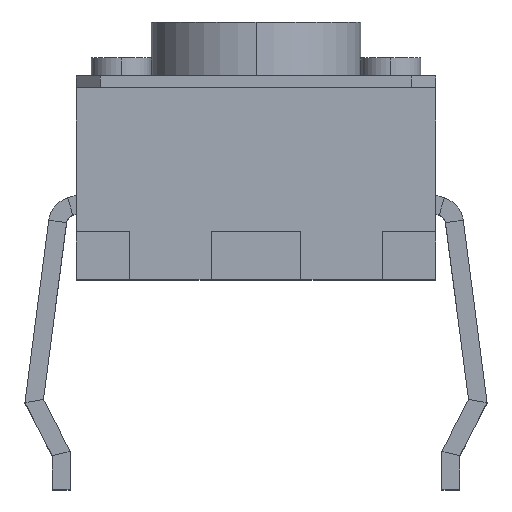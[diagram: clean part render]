
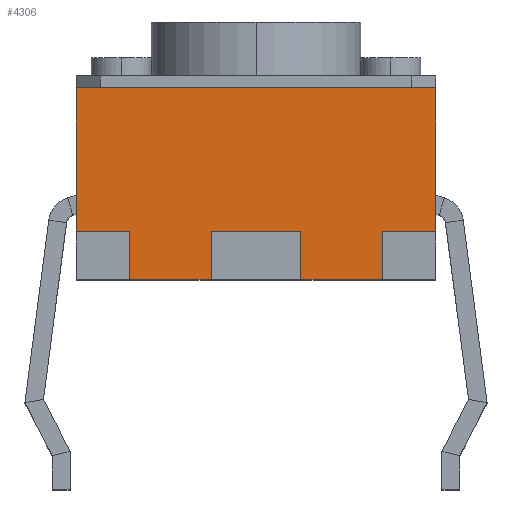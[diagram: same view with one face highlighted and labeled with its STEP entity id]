
A CAD part, top view. The second image highlights one B-rep face of the part: STEP entity #4306.
In plain terms, the highlighted planar face has unit normal (0, 0, 1).
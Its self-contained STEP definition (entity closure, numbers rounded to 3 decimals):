
#48 = VECTOR ( 'NONE', #526, 1000. ) ;
#80 = VECTOR ( 'NONE', #867, 1000. ) ;
#156 = VERTEX_POINT ( 'NONE', #396 ) ;
#174 = VERTEX_POINT ( 'NONE', #4100 ) ;
#232 = VECTOR ( 'NONE', #505, 1000. ) ;
#302 = PLANE ( 'NONE',  #1563 ) ;
#374 = EDGE_CURVE ( 'NONE', #4294, #4797, #3838, .T. ) ;
#394 = VERTEX_POINT ( 'NONE', #4390 ) ;
#396 = CARTESIAN_POINT ( 'NONE',  ( -0.75, 0.8, 3. ) ) ;
#505 = DIRECTION ( 'NONE',  ( 1., 0., 0. ) ) ;
#526 = DIRECTION ( 'NONE',  ( -1., 0., 0. ) ) ;
#616 = EDGE_CURVE ( 'NONE', #4765, #5428, #996, .T. ) ;
#665 = ORIENTED_EDGE ( 'NONE', *, *, #374, .T. ) ;
#695 = ORIENTED_EDGE ( 'NONE', *, *, #1310, .F. ) ;
#706 = CARTESIAN_POINT ( 'NONE',  ( -3., 3.2, 3. ) ) ;
#737 = VECTOR ( 'NONE', #1632, 1000. ) ;
#832 = CARTESIAN_POINT ( 'NONE',  ( 2.107, 0.8, 3. ) ) ;
#858 = CARTESIAN_POINT ( 'NONE',  ( -3., 0., 3. ) ) ;
#867 = DIRECTION ( 'NONE',  ( 1., 0., 0. ) ) ;
#908 = VECTOR ( 'NONE', #2783, 1000. ) ;
#924 = CARTESIAN_POINT ( 'NONE',  ( -0.75, 0.8, 3. ) ) ;
#950 = CARTESIAN_POINT ( 'NONE',  ( -2.107, 0., 3. ) ) ;
#996 = LINE ( 'NONE', #3940, #3320 ) ;
#1041 = EDGE_CURVE ( 'NONE', #5337, #3266, #5321, .T. ) ;
#1061 = ORIENTED_EDGE ( 'NONE', *, *, #3247, .F. ) ;
#1069 = VECTOR ( 'NONE', #2184, 1000. ) ;
#1083 = CARTESIAN_POINT ( 'NONE',  ( 0., 0.8, 3. ) ) ;
#1112 = VERTEX_POINT ( 'NONE', #4961 ) ;
#1129 = DIRECTION ( 'NONE',  ( -1., 0., 0. ) ) ;
#1220 = ORIENTED_EDGE ( 'NONE', *, *, #2417, .F. ) ;
#1310 = EDGE_CURVE ( 'NONE', #4765, #174, #4988, .T. ) ;
#1535 = VECTOR ( 'NONE', #4495, 1000. ) ;
#1541 = DIRECTION ( 'NONE',  ( -1., 0., 0. ) ) ;
#1557 = ORIENTED_EDGE ( 'NONE', *, *, #4456, .F. ) ;
#1563 = AXIS2_PLACEMENT_3D ( 'NONE', #4499, #2002, #1129 ) ;
#1586 = EDGE_CURVE ( 'NONE', #3266, #4894, #5055, .T. ) ;
#1632 = DIRECTION ( 'NONE',  ( 0., -1., 0. ) ) ;
#1720 = LINE ( 'NONE', #924, #1069 ) ;
#1888 = DIRECTION ( 'NONE',  ( 0., -1., 0. ) ) ;
#1900 = DIRECTION ( 'NONE',  ( 0., -1., 0. ) ) ;
#1926 = VECTOR ( 'NONE', #1541, 1000. ) ;
#2002 = DIRECTION ( 'NONE',  ( 0., 0., -1. ) ) ;
#2184 = DIRECTION ( 'NONE',  ( 0., -1., 0. ) ) ;
#2417 = EDGE_CURVE ( 'NONE', #174, #4797, #5018, .T. ) ;
#2500 = ORIENTED_EDGE ( 'NONE', *, *, #2616, .T. ) ;
#2530 = CARTESIAN_POINT ( 'NONE',  ( 0., 0.8, 3. ) ) ;
#2547 = VECTOR ( 'NONE', #4185, 1000. ) ;
#2553 = ORIENTED_EDGE ( 'NONE', *, *, #4493, .T. ) ;
#2580 = LINE ( 'NONE', #5385, #908 ) ;
#2616 = EDGE_CURVE ( 'NONE', #3611, #1112, #2580, .T. ) ;
#2647 = CARTESIAN_POINT ( 'NONE',  ( 3., 3.4, 3. ) ) ;
#2657 = CARTESIAN_POINT ( 'NONE',  ( 3., 0.8, 3. ) ) ;
#2737 = EDGE_LOOP ( 'NONE', ( #4241, #665, #1220, #695, #3163, #1061, #2943, #4862, #1557, #4989, #2500, #2553 ) ) ;
#2783 = DIRECTION ( 'NONE',  ( 0., -1., 0. ) ) ;
#2943 = ORIENTED_EDGE ( 'NONE', *, *, #1041, .T. ) ;
#3008 = LINE ( 'NONE', #832, #3919 ) ;
#3163 = ORIENTED_EDGE ( 'NONE', *, *, #616, .T. ) ;
#3247 = EDGE_CURVE ( 'NONE', #5337, #5428, #4477, .T. ) ;
#3266 = VERTEX_POINT ( 'NONE', #950 ) ;
#3272 = LINE ( 'NONE', #1083, #1926 ) ;
#3320 = VECTOR ( 'NONE', #1888, 1000. ) ;
#3415 = CARTESIAN_POINT ( 'NONE',  ( -3., 0., 3. ) ) ;
#3428 = CARTESIAN_POINT ( 'NONE',  ( 0., 0.8, 3. ) ) ;
#3458 = EDGE_CURVE ( 'NONE', #3611, #156, #3272, .T. ) ;
#3480 = CARTESIAN_POINT ( 'NONE',  ( -2.107, 0.8, 3. ) ) ;
#3563 = VECTOR ( 'NONE', #1900, 1000. ) ;
#3611 = VERTEX_POINT ( 'NONE', #3994 ) ;
#3657 = LINE ( 'NONE', #3415, #2547 ) ;
#3754 = DIRECTION ( 'NONE',  ( 0., -1., 0. ) ) ;
#3838 = LINE ( 'NONE', #2530, #80 ) ;
#3902 = EDGE_CURVE ( 'NONE', #4294, #394, #3008, .T. ) ;
#3919 = VECTOR ( 'NONE', #3754, 1000. ) ;
#3940 = CARTESIAN_POINT ( 'NONE',  ( -3., 3.4, 3. ) ) ;
#3994 = CARTESIAN_POINT ( 'NONE',  ( 0.75, 0.8, 3. ) ) ;
#4039 = FACE_OUTER_BOUND ( 'NONE', #2737, .T. ) ;
#4071 = CARTESIAN_POINT ( 'NONE',  ( 2.107, 0.8, 3. ) ) ;
#4100 = CARTESIAN_POINT ( 'NONE',  ( 3., 3.2, 3. ) ) ;
#4120 = CARTESIAN_POINT ( 'NONE',  ( -2.107, 0.8, 3. ) ) ;
#4185 = DIRECTION ( 'NONE',  ( 1., 0., 0. ) ) ;
#4241 = ORIENTED_EDGE ( 'NONE', *, *, #3902, .F. ) ;
#4294 = VERTEX_POINT ( 'NONE', #4071 ) ;
#4306 = ADVANCED_FACE ( 'NONE', ( #4039 ), #302, .F. ) ;
#4390 = CARTESIAN_POINT ( 'NONE',  ( 2.107, 0., 3. ) ) ;
#4451 = CARTESIAN_POINT ( 'NONE',  ( -0.75, 0., 3. ) ) ;
#4456 = EDGE_CURVE ( 'NONE', #156, #4894, #1720, .T. ) ;
#4477 = LINE ( 'NONE', #3428, #48 ) ;
#4493 = EDGE_CURVE ( 'NONE', #1112, #394, #3657, .T. ) ;
#4495 = DIRECTION ( 'NONE',  ( 1., 0., 0. ) ) ;
#4499 = CARTESIAN_POINT ( 'NONE',  ( -3., 3.4, 3. ) ) ;
#4765 = VERTEX_POINT ( 'NONE', #4815 ) ;
#4797 = VERTEX_POINT ( 'NONE', #2657 ) ;
#4815 = CARTESIAN_POINT ( 'NONE',  ( -3., 3.2, 3. ) ) ;
#4834 = CARTESIAN_POINT ( 'NONE',  ( -3., 0.8, 3. ) ) ;
#4862 = ORIENTED_EDGE ( 'NONE', *, *, #1586, .T. ) ;
#4894 = VERTEX_POINT ( 'NONE', #4451 ) ;
#4961 = CARTESIAN_POINT ( 'NONE',  ( 0.75, 0., 3. ) ) ;
#4988 = LINE ( 'NONE', #706, #1535 ) ;
#4989 = ORIENTED_EDGE ( 'NONE', *, *, #3458, .F. ) ;
#5018 = LINE ( 'NONE', #2647, #3563 ) ;
#5055 = LINE ( 'NONE', #858, #232 ) ;
#5321 = LINE ( 'NONE', #4120, #737 ) ;
#5337 = VERTEX_POINT ( 'NONE', #3480 ) ;
#5385 = CARTESIAN_POINT ( 'NONE',  ( 0.75, 0.8, 3. ) ) ;
#5428 = VERTEX_POINT ( 'NONE', #4834 ) ;
